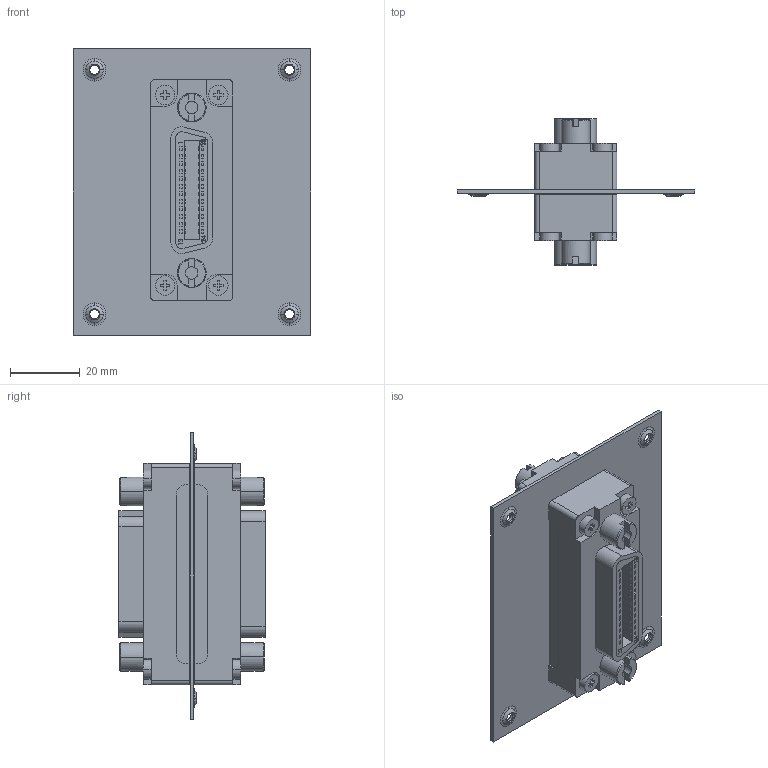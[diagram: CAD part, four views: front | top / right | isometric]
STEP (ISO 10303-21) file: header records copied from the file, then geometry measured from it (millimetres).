
FILE_DESCRIPTION (( 'STEP AP214' ), '1' );
FILE_NAME ('USP24BFB.STEP', '2007-11-30T14:50:20', ( ' ' ), ( ' ' ), 'SwSTEP 2.0', 'SolidWorks 2007', '' );
FILE_SCHEMA (( 'AUTOMOTIVE_DESIGN' ));
Length unit declared in the file: inch
Products named in the file (6): USP24BF-MA2_default; USP24BF-MA5; USP24BF-MA4_Thinner Flange; 1AR16-005; USP24BF-MA6; USP24BFB
Assembly tree (9 placements, depth 3):
  USP24BFB
    1AR16-005
    USP24BF-MA2_default
      USP24BF-MA4_Thinner Flange
      USP24BF-MA5  x4
      USP24BF-MA6  x2
Bounding box: 68.07 x 41.96 x 82.04 mm (x, y, z)
Volume: 48398.4 mm3; surface area: 25520.6 mm2
Topology: 8 solids, 12 shells, 1082 faces, 2744 edges, 1820 vertices
Faces by surface type: plane 864, cylinder 106, bspline 52, cone 44, torus 16
Entity records: 26269 total; most frequent: CARTESIAN_POINT 5139, ORIENTED_EDGE 3428, DIRECTION 3235, EDGE_CURVE 1714, VECTOR 1393, LINE 1393, VERTEX_POINT 1137, AXIS2_PLACEMENT_3D 921
